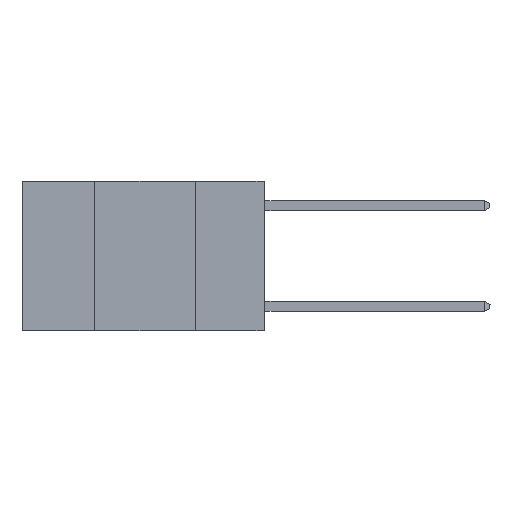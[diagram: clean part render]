
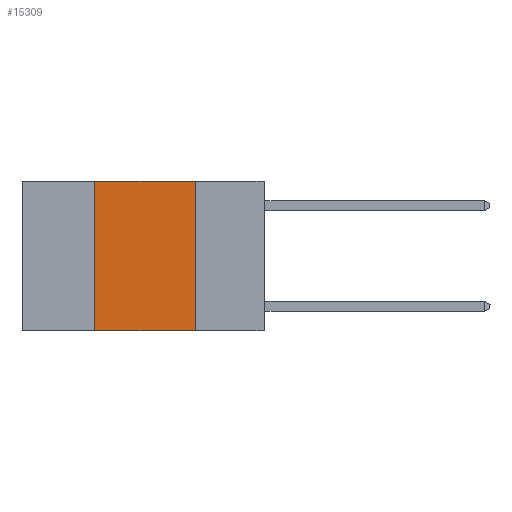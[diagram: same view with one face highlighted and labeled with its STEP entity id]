
A CAD part, left-side view. The second image highlights one B-rep face of the part: STEP entity #15309.
In plain terms, the highlighted planar face has unit normal (-1, 0, 0).
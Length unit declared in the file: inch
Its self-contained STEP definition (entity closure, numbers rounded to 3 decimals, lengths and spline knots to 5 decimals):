
#53 = AXIS2_PLACEMENT_3D ( 'NONE', #17238, #19107, #7886 ) ;
#642 = CARTESIAN_POINT ( 'NONE',  ( 0., 0.42, 0. ) ) ;
#3352 = FACE_OUTER_BOUND ( 'NONE', #12850, .T. ) ;
#4149 = VERTEX_POINT ( 'NONE', #23464 ) ;
#4542 = ORIENTED_EDGE ( 'NONE', *, *, #4801, .F. ) ;
#4662 = LINE ( 'NONE', #642, #9135 ) ;
#4801 = EDGE_CURVE ( 'NONE', #14466, #4149, #4662, .T. ) ;
#5182 = ORIENTED_EDGE ( 'NONE', *, *, #15261, .T. ) ;
#5372 = CARTESIAN_POINT ( 'NONE',  ( 0., 0.17, 0. ) ) ;
#5814 = EDGE_CURVE ( 'NONE', #4149, #14443, #10852, .T. ) ;
#5839 = VECTOR ( 'NONE', #6254, 39.37008 ) ;
#6254 = DIRECTION ( 'NONE',  ( 0., -1., 0. ) ) ;
#6536 = LINE ( 'NONE', #19411, #21485 ) ;
#7736 = CARTESIAN_POINT ( 'NONE',  ( 0., 0.6, -0.37 ) ) ;
#7812 = PLANE ( 'NONE',  #53 ) ;
#7886 = DIRECTION ( 'NONE',  ( 0., 0., -1. ) ) ;
#8437 = VECTOR ( 'NONE', #9611, 39.37008 ) ;
#9135 = VECTOR ( 'NONE', #19587, 39.37008 ) ;
#9611 = DIRECTION ( 'NONE',  ( 0., -1., 0. ) ) ;
#10852 = LINE ( 'NONE', #11846, #5839 ) ;
#11846 = CARTESIAN_POINT ( 'NONE',  ( 0., 0.6, 0. ) ) ;
#12850 = EDGE_LOOP ( 'NONE', ( #13985, #23976, #4542, #5182 ) ) ;
#13985 = ORIENTED_EDGE ( 'NONE', *, *, #18368, .F. ) ;
#14443 = VERTEX_POINT ( 'NONE', #5372 ) ;
#14466 = VERTEX_POINT ( 'NONE', #16696 ) ;
#15261 = EDGE_CURVE ( 'NONE', #14466, #24033, #23975, .T. ) ;
#15309 = ADVANCED_FACE ( 'NONE', ( #3352 ), #7812, .F. ) ;
#16696 = CARTESIAN_POINT ( 'NONE',  ( 0., 0.42, -0.37 ) ) ;
#17238 = CARTESIAN_POINT ( 'NONE',  ( 0., 0.6, 0. ) ) ;
#18368 = EDGE_CURVE ( 'NONE', #14443, #24033, #6536, .T. ) ;
#19107 = DIRECTION ( 'NONE',  ( 1., 0., 0. ) ) ;
#19411 = CARTESIAN_POINT ( 'NONE',  ( 0., 0.17, 0. ) ) ;
#19587 = DIRECTION ( 'NONE',  ( 0., 0., 1. ) ) ;
#20271 = CARTESIAN_POINT ( 'NONE',  ( 0., 0.17, -0.37 ) ) ;
#21485 = VECTOR ( 'NONE', #23258, 39.37008 ) ;
#23258 = DIRECTION ( 'NONE',  ( 0., 0., -1. ) ) ;
#23464 = CARTESIAN_POINT ( 'NONE',  ( 0., 0.42, 0. ) ) ;
#23975 = LINE ( 'NONE', #7736, #8437 ) ;
#23976 = ORIENTED_EDGE ( 'NONE', *, *, #5814, .F. ) ;
#24033 = VERTEX_POINT ( 'NONE', #20271 ) ;
